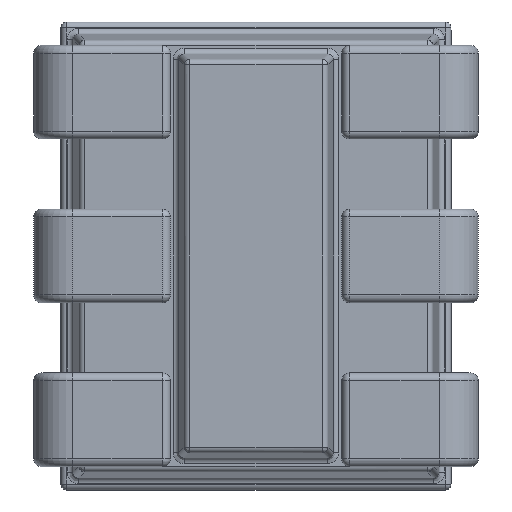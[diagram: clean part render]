
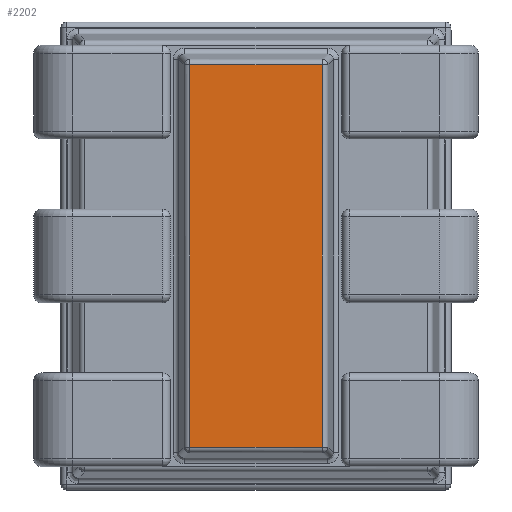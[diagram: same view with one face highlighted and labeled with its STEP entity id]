
A CAD part, front view. The second image highlights one B-rep face of the part: STEP entity #2202.
In plain terms, the highlighted planar face has unit normal (0, -1, 0).
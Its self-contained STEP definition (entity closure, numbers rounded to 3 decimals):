
#2202=ADVANCED_FACE('',(#5297),#5299,.T.);
#5297=FACE_OUTER_BOUND('',#5298,.T.);
#5298=EDGE_LOOP('',(#6771,#6772,#6773,#6774));
#5299=PLANE('',#5300);
#5300=AXIS2_PLACEMENT_3D('',#5301,#5302,#5303);
#5301=CARTESIAN_POINT('',(0.,-1.5,0.));
#5302=DIRECTION('',(0.,-1.,0.));
#5303=DIRECTION('',(1.,0.,0.));
#6771=ORIENTED_EDGE('',*,*,#7501,.T.);
#6772=ORIENTED_EDGE('',*,*,#7510,.T.);
#6773=ORIENTED_EDGE('',*,*,#7507,.T.);
#6774=ORIENTED_EDGE('',*,*,#7504,.T.);
#7501=EDGE_CURVE('',#8645,#8643,#8646,.T.);
#7504=EDGE_CURVE('',#8649,#8645,#8650,.T.);
#7507=EDGE_CURVE('',#8653,#8649,#8654,.T.);
#7510=EDGE_CURVE('',#8643,#8653,#8657,.T.);
#8643=VERTEX_POINT('',#12240);
#8645=VERTEX_POINT('',#12248);
#8646=LINE('',#12249,#12250);
#8649=VERTEX_POINT('',#12266);
#8650=LINE('',#12267,#12268);
#8653=VERTEX_POINT('',#12284);
#8654=LINE('',#12285,#12286);
#8657=LINE('',#12302,#12303);
#12240=CARTESIAN_POINT('',(-0.849,-1.5,2.449));
#12248=CARTESIAN_POINT('',(0.849,-1.5,2.449));
#12249=CARTESIAN_POINT('',(0.849,-1.5,2.449));
#12250=VECTOR('',#12251,1.);
#12251=DIRECTION('',(-1.,0.,0.));
#12266=CARTESIAN_POINT('',(0.849,-1.5,-2.449));
#12267=CARTESIAN_POINT('',(0.849,-1.5,-2.449));
#12268=VECTOR('',#12269,1.);
#12269=DIRECTION('',(0.,0.,1.));
#12284=CARTESIAN_POINT('',(-0.849,-1.5,-2.449));
#12285=CARTESIAN_POINT('',(-0.849,-1.5,-2.449));
#12286=VECTOR('',#12287,1.);
#12287=DIRECTION('',(1.,0.,0.));
#12302=CARTESIAN_POINT('',(-0.849,-1.5,2.449));
#12303=VECTOR('',#12304,1.);
#12304=DIRECTION('',(0.,0.,-1.));
